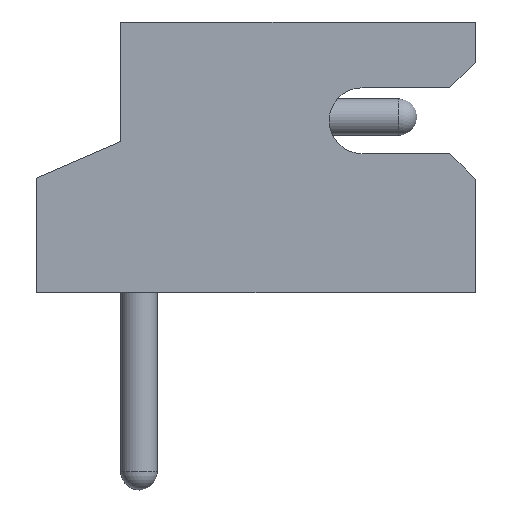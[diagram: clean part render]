
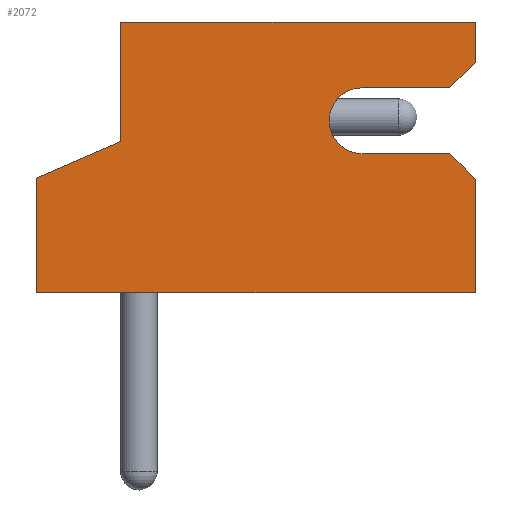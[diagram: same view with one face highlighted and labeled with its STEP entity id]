
A CAD part, front view. The second image highlights one B-rep face of the part: STEP entity #2072.
In plain terms, the highlighted planar face has unit normal (0, -1, 0).
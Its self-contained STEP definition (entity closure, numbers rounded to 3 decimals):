
#87=PLANE('',#2272);
#209=FACE_OUTER_BOUND('',#321,.T.);
#321=EDGE_LOOP('',(#1840,#1841,#1842,#1843,#1844,#1845,#1846,#1847,#1848,
#1849,#1850,#1851));
#392=LINE('',#3133,#608);
#400=LINE('',#3149,#616);
#467=LINE('',#3283,#683);
#479=LINE('',#3307,#695);
#483=LINE('',#3315,#699);
#485=LINE('',#3318,#701);
#523=LINE('',#3401,#739);
#531=LINE('',#3414,#747);
#537=LINE('',#3428,#753);
#540=LINE('',#3434,#756);
#542=LINE('',#3440,#758);
#608=VECTOR('',#2567,10.);
#616=VECTOR('',#2579,10.);
#683=VECTOR('',#2702,10.);
#695=VECTOR('',#2716,10.);
#699=VECTOR('',#2724,10.);
#701=VECTOR('',#2728,10.);
#739=VECTOR('',#2798,10.);
#747=VECTOR('',#2812,10.);
#753=VECTOR('',#2822,10.);
#756=VECTOR('',#2827,10.);
#758=VECTOR('',#2837,10.);
#841=CIRCLE('',#2271,0.45);
#943=VERTEX_POINT('',#3130);
#944=VERTEX_POINT('',#3132);
#950=VERTEX_POINT('',#3148);
#988=VERTEX_POINT('',#3280);
#989=VERTEX_POINT('',#3282);
#1000=VERTEX_POINT('',#3306);
#1002=VERTEX_POINT('',#3314);
#1030=VERTEX_POINT('',#3398);
#1031=VERTEX_POINT('',#3400);
#1038=VERTEX_POINT('',#3425);
#1039=VERTEX_POINT('',#3427);
#1041=VERTEX_POINT('',#3433);
#1172=EDGE_CURVE('',#943,#944,#392,.T.);
#1180=EDGE_CURVE('',#950,#944,#400,.T.);
#1247=EDGE_CURVE('',#988,#989,#467,.T.);
#1259=EDGE_CURVE('',#1000,#950,#479,.T.);
#1263=EDGE_CURVE('',#1002,#1000,#483,.T.);
#1265=EDGE_CURVE('',#988,#1002,#485,.T.);
#1305=EDGE_CURVE('',#1031,#1030,#523,.T.);
#1313=EDGE_CURVE('',#943,#1031,#531,.T.);
#1319=EDGE_CURVE('',#1039,#1038,#537,.T.);
#1322=EDGE_CURVE('',#1041,#1039,#540,.T.);
#1325=EDGE_CURVE('',#1030,#1041,#841,.T.);
#1326=EDGE_CURVE('',#989,#1038,#542,.T.);
#1840=ORIENTED_EDGE('',*,*,#1313,.T.);
#1841=ORIENTED_EDGE('',*,*,#1305,.T.);
#1842=ORIENTED_EDGE('',*,*,#1325,.T.);
#1843=ORIENTED_EDGE('',*,*,#1322,.T.);
#1844=ORIENTED_EDGE('',*,*,#1319,.T.);
#1845=ORIENTED_EDGE('',*,*,#1326,.F.);
#1846=ORIENTED_EDGE('',*,*,#1247,.F.);
#1847=ORIENTED_EDGE('',*,*,#1265,.T.);
#1848=ORIENTED_EDGE('',*,*,#1263,.T.);
#1849=ORIENTED_EDGE('',*,*,#1259,.T.);
#1850=ORIENTED_EDGE('',*,*,#1180,.T.);
#1851=ORIENTED_EDGE('',*,*,#1172,.F.);
#2072=ADVANCED_FACE('',(#209),#87,.T.);
#2271=AXIS2_PLACEMENT_3D('',#3438,#2833,#2834);
#2272=AXIS2_PLACEMENT_3D('',#3439,#2835,#2836);
#2567=DIRECTION('',(0.,0.,-1.));
#2579=DIRECTION('',(1.,0.,0.));
#2702=DIRECTION('',(1.,0.,0.));
#2716=DIRECTION('',(0.,0.,-1.));
#2724=DIRECTION('',(-0.917,0.,-0.399));
#2728=DIRECTION('',(0.,0.,-1.));
#2798=DIRECTION('',(-1.,0.,0.));
#2812=DIRECTION('',(-0.707,0.,0.707));
#2822=DIRECTION('',(0.707,0.,0.707));
#2827=DIRECTION('',(1.,0.,0.));
#2833=DIRECTION('center_axis',(0.,1.,0.));
#2834=DIRECTION('ref_axis',(0.,0.,1.));
#2835=DIRECTION('center_axis',(0.,-1.,0.));
#2836=DIRECTION('ref_axis',(0.,0.,-1.));
#2837=DIRECTION('',(0.,0.,-1.));
#3130=CARTESIAN_POINT('',(4.6,-1.5,1.55));
#3132=CARTESIAN_POINT('',(4.6,-1.5,0.));
#3133=CARTESIAN_POINT('',(4.6,-1.5,3.7));
#3148=CARTESIAN_POINT('',(-1.4,-1.5,0.));
#3149=CARTESIAN_POINT('',(0.,-1.5,0.));
#3280=CARTESIAN_POINT('',(-0.25,-1.5,3.7));
#3282=CARTESIAN_POINT('',(4.6,-1.5,3.7));
#3283=CARTESIAN_POINT('',(0.,-1.5,3.7));
#3306=CARTESIAN_POINT('',(-1.4,-1.5,1.565));
#3307=CARTESIAN_POINT('',(-1.4,-1.5,3.7));
#3314=CARTESIAN_POINT('',(-0.25,-1.5,2.065));
#3315=CARTESIAN_POINT('',(-0.25,-1.5,2.065));
#3318=CARTESIAN_POINT('',(-0.25,-1.5,3.7));
#3398=CARTESIAN_POINT('',(3.05,-1.5,1.9));
#3400=CARTESIAN_POINT('',(4.25,-1.5,1.9));
#3401=CARTESIAN_POINT('',(2.125,-1.5,1.9));
#3414=CARTESIAN_POINT('',(2.913,-1.5,3.238));
#3425=CARTESIAN_POINT('',(4.6,-1.5,3.15));
#3427=CARTESIAN_POINT('',(4.25,-1.5,2.8));
#3428=CARTESIAN_POINT('',(3.413,-1.5,1.963));
#3433=CARTESIAN_POINT('',(3.05,-1.5,2.8));
#3434=CARTESIAN_POINT('',(1.525,-1.5,2.8));
#3438=CARTESIAN_POINT('Origin',(3.05,-1.5,2.35));
#3439=CARTESIAN_POINT('Origin',(0.,-1.5,3.7));
#3440=CARTESIAN_POINT('',(4.6,-1.5,3.7));
